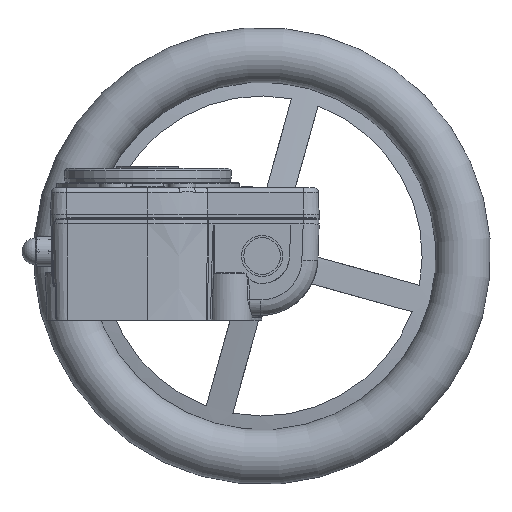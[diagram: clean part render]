
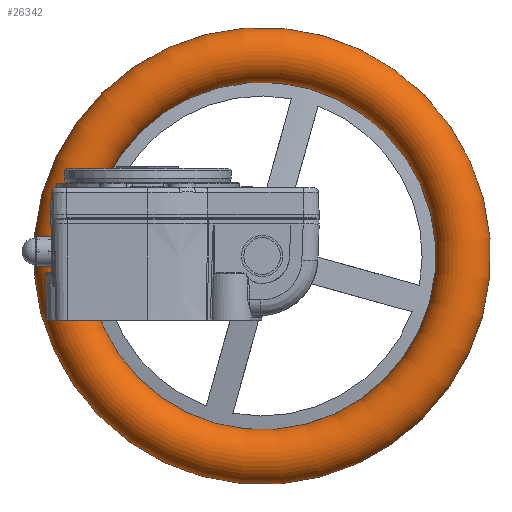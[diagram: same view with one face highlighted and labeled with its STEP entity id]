
A CAD part, left-side view. The second image highlights one B-rep face of the part: STEP entity #26342.
In plain terms, the highlighted toroidal (fillet/blend) face has major radius 88 mm and minor radius 12 mm.
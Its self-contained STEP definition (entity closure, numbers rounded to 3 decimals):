
#1047=TOROIDAL_SURFACE('',#28460,88.,12.);
#5860=FACE_BOUND('',#8360,.T.);
#6755=FACE_OUTER_BOUND('',#8359,.T.);
#8359=EDGE_LOOP('',(#20115));
#8360=EDGE_LOOP('',(#20116));
#9784=CIRCLE('',#28461,76.583);
#9785=CIRCLE('',#28462,85.943);
#11535=VERTEX_POINT('',#50196);
#11536=VERTEX_POINT('',#50198);
#14614=EDGE_CURVE('',#11535,#11535,#9784,.T.);
#14615=EDGE_CURVE('',#11536,#11536,#9785,.T.);
#20115=ORIENTED_EDGE('',*,*,#14614,.T.);
#20116=ORIENTED_EDGE('',*,*,#14615,.T.);
#26342=ADVANCED_FACE('',(#6755,#5860),#1047,.T.);
#28460=AXIS2_PLACEMENT_3D('',#50195,#33554,#33555);
#28461=AXIS2_PLACEMENT_3D('',#50197,#33556,#33557);
#28462=AXIS2_PLACEMENT_3D('',#50199,#33558,#33559);
#33554=DIRECTION('center_axis',(1.,0.,0.));
#33555=DIRECTION('ref_axis',(0.,0.267,-0.964));
#33556=DIRECTION('center_axis',(1.,0.,0.));
#33557=DIRECTION('ref_axis',(0.,-0.267,0.964));
#33558=DIRECTION('center_axis',(-1.,0.,0.));
#33559=DIRECTION('ref_axis',(0.,-0.267,0.964));
#50195=CARTESIAN_POINT('Origin',(243.,-50.05,-16.));
#50196=CARTESIAN_POINT('',(246.694,-70.502,57.801));
#50197=CARTESIAN_POINT('Origin',(246.694,-50.05,-16.));
#50198=CARTESIAN_POINT('',(254.822,-73.001,66.822));
#50199=CARTESIAN_POINT('Origin',(254.822,-50.05,-16.));
